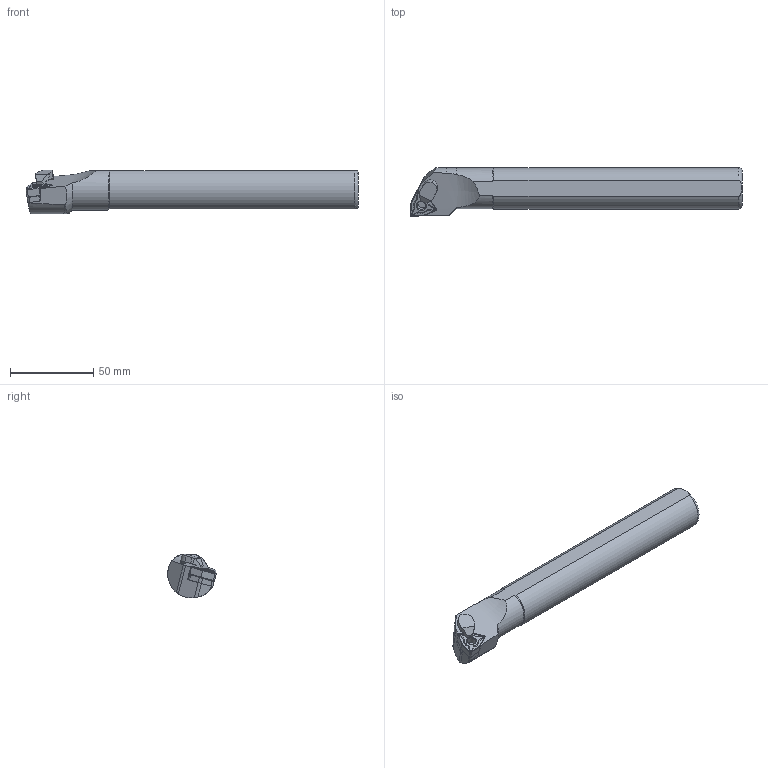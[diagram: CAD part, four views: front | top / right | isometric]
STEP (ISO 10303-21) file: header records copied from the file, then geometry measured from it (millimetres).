
FILE_DESCRIPTION(/* description */ (''),/* implementation_level */ '2;1');
FILE_NAME(/* name */ 'A25R-PWLNR-08C.stp',/* time_stamp */ '2023-10-20T11:16:27+03:00',/* author */ (''),/* organization */ (''),/* preprocessor_version */ 'ST-DEVELOPER v19.4',/* originating_system */ 'SIEMENS PLM Software NX2306.3001',/* authorisation */ '');
FILE_SCHEMA (('AUTOMOTIVE_DESIGN { 1 0 10303 214 3 1 1 1 }'));
Length unit declared in the file: millimetre
Products named in the file (1): A25R-PWLNR-08C
Bounding box: 200 x 29.5 x 26.5 mm (x, y, z)
Volume: 91998.6 mm3; surface area: 17151.1 mm2
Topology: 2 solids, 2 shells, 122 faces, 330 edges, 219 vertices
Faces by surface type: plane 70, cylinder 27, cone 23, torus 1, bspline 1
Full cylindrical faces by diameter (mm): 5.1 x1
Entity records: 4586 total; most frequent: CARTESIAN_POINT 1071, ORIENTED_EDGE 646, DIRECTION 619, EDGE_CURVE 323, AXIS2_PLACEMENT_3D 217, VERTEX_POINT 216, LINE 185, VECTOR 185
